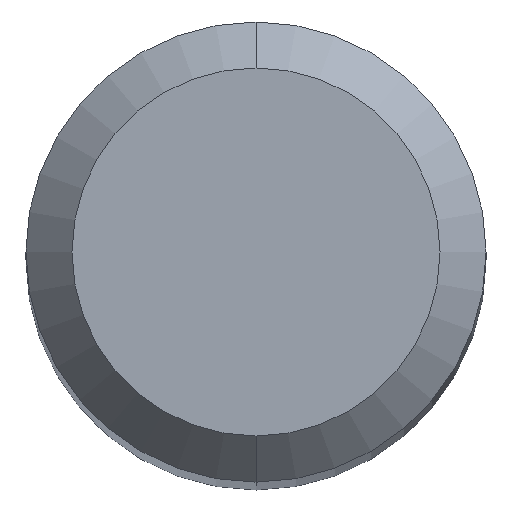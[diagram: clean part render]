
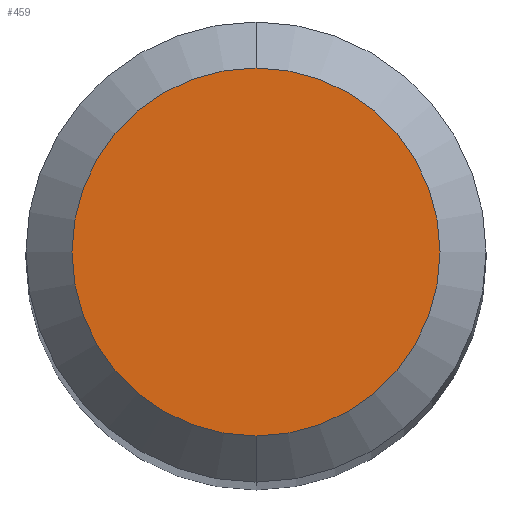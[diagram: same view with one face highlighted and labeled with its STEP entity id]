
A CAD part, top view. The second image highlights one B-rep face of the part: STEP entity #459.
In plain terms, the highlighted planar face has unit normal (0, 0, 1).
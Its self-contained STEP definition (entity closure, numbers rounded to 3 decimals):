
#221=EDGE_CURVE('',#261,#323,#534,.T.);
#261=VERTEX_POINT('',#578);
#323=VERTEX_POINT('',#647);
#439=EDGE_CURVE('',#323,#261,#774,.T.);
#459=ADVANCED_FACE('',(#795),#796,.T.);
#534=CIRCLE('',#963,1.2);
#578=CARTESIAN_POINT('',(0.,-1.2,0.0));
#647=CARTESIAN_POINT('',(0.0,1.2,0.0));
#774=CIRCLE('',#1346,1.2);
#795=FACE_OUTER_BOUND('',#1409,.T.);
#796=PLANE('',#1410);
#963=AXIS2_PLACEMENT_3D('',#1508,#1509,#1510);
#1346=AXIS2_PLACEMENT_3D('',#1784,#1785,#1786);
#1409=EDGE_LOOP('',(#1799,#1800));
#1410=AXIS2_PLACEMENT_3D('',#1801,#1802,#1803);
#1508=CARTESIAN_POINT('',(0.0,0.0,0.0));
#1509=DIRECTION('',(0.0,0.0,-1.0));
#1510=DIRECTION('',(0.0,1.0,0.0));
#1784=CARTESIAN_POINT('',(0.0,0.0,0.0));
#1785=DIRECTION('',(0.0,0.0,-1.0));
#1786=DIRECTION('',(0.0,1.0,0.0));
#1799=ORIENTED_EDGE('',*,*,#439,.F.);
#1800=ORIENTED_EDGE('',*,*,#221,.F.);
#1801=CARTESIAN_POINT('',(0.0,0.6,0.0));
#1802=DIRECTION('',(-0.0,0.0,1.0));
#1803=DIRECTION('',(0.0,-1.0,0.0));
